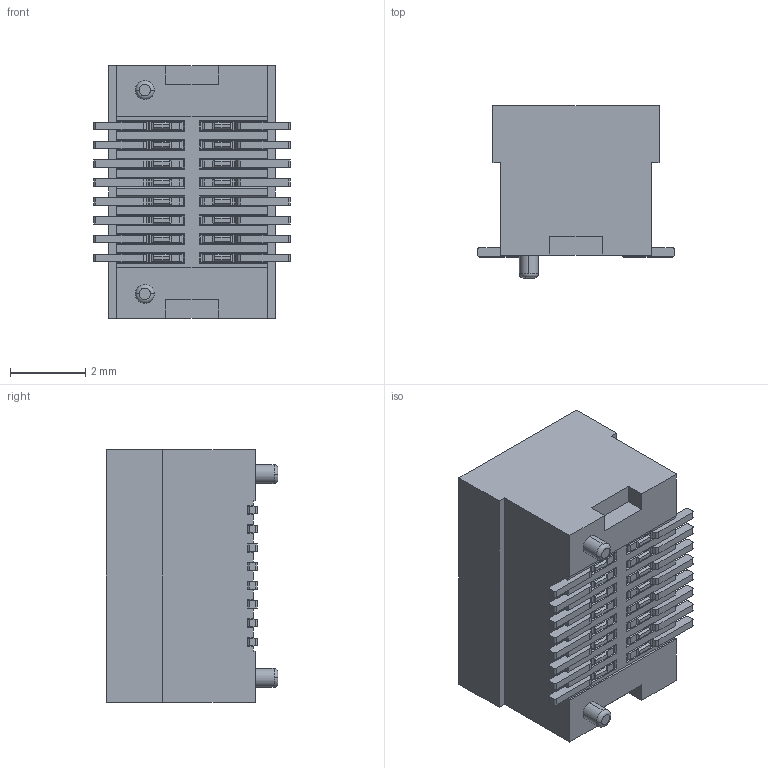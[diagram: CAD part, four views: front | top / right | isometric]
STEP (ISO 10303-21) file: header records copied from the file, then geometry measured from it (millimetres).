
FILE_DESCRIPTION(('CoCreate Modeling STEP Export'),'2;1');
FILE_NAME('SGDBF-05-016P-H40.stp','2021-11-07T23:46:32',(''),(''),'CoCreate Modeling STEP processor for AP214 (Solid Model)','CoCreate Modeling 16.00 13-May-2008 (C) Parametric Technology GmbH','');
FILE_SCHEMA(('AUTOMOTIVE_DESIGN { 1 0 10303 214 1 1 1 1 }'));
Length unit declared in the file: millimetre
Products named in the file (2): 16P
Assembly tree (1 placements, depth 2):
  16P
    16P
Bounding box: 5.2 x 4.55 x 6.7 mm (x, y, z)
Volume: 93.7 mm3; surface area: 311.6 mm2
Topology: 1 solids, 1 shells, 1034 faces, 2940 edges, 1928 vertices
Faces by surface type: plane 690, cylinder 340, torus 4
Entity records: 32173 total; most frequent: ORIENTED_EDGE 5880, CARTESIAN_POINT 5621, DIRECTION 5210, EDGE_CURVE 2940, VECTOR 2170, LINE 2170, VERTEX_POINT 1928, AXIS2_PLACEMENT_3D 1520
